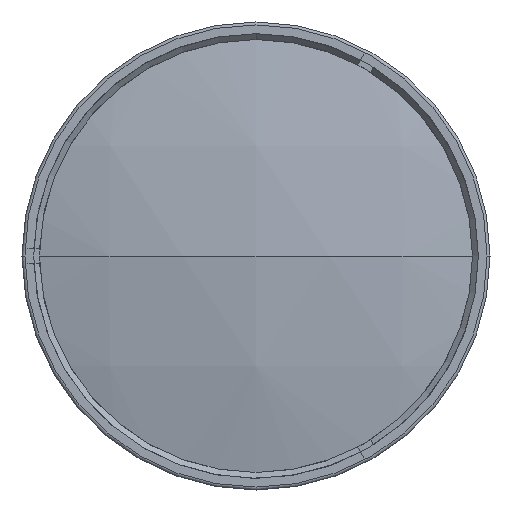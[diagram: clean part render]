
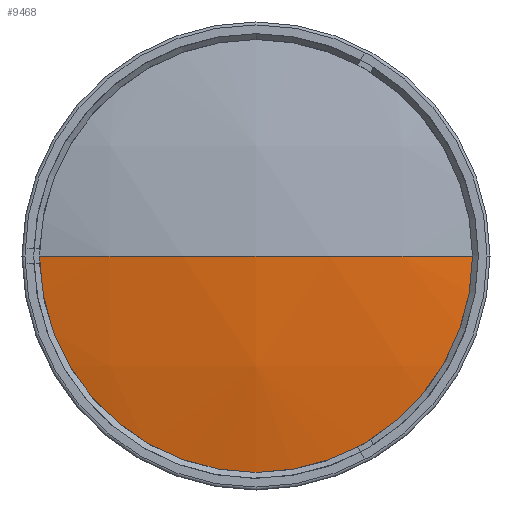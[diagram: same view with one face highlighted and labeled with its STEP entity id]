
A CAD part, left-side view. The second image highlights one B-rep face of the part: STEP entity #9468.
In plain terms, the highlighted spherical face has radius 161 mm.
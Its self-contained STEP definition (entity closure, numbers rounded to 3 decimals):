
#15 = DIRECTION ( 'NONE',  ( 0., 0., 1. ) ) ;
#137 = VERTEX_POINT ( 'NONE', #5706 ) ;
#437 = AXIS2_PLACEMENT_3D ( 'NONE', #9732, #7559, #3065 ) ;
#542 = AXIS2_PLACEMENT_3D ( 'NONE', #9030, #4608, #15 ) ;
#548 = CIRCLE ( 'NONE', #2785, 161. ) ;
#1190 = VERTEX_POINT ( 'NONE', #8741 ) ;
#1674 = VERTEX_POINT ( 'NONE', #1819 ) ;
#1819 = CARTESIAN_POINT ( 'NONE',  ( -160.802, -37.5, 0. ) ) ;
#2117 = CARTESIAN_POINT ( 'NONE',  ( -4.23, 0., 0. ) ) ;
#2361 = EDGE_CURVE ( 'NONE', #137, #1674, #7436, .T. ) ;
#2785 = AXIS2_PLACEMENT_3D ( 'NONE', #4420, #9588, #5188 ) ;
#2901 = DIRECTION ( 'NONE',  ( 0., 1., 0. ) ) ;
#3065 = DIRECTION ( 'NONE',  ( 0., 1., 0. ) ) ;
#3340 = EDGE_CURVE ( 'NONE', #1674, #1190, #8026, .T. ) ;
#3856 = ORIENTED_EDGE ( 'NONE', *, *, #2361, .T. ) ;
#4128 = AXIS2_PLACEMENT_3D ( 'NONE', #2117, #7394, #2901 ) ;
#4299 = ORIENTED_EDGE ( 'NONE', *, *, #3340, .T. ) ;
#4420 = CARTESIAN_POINT ( 'NONE',  ( -4.23, 0., 0. ) ) ;
#4608 = DIRECTION ( 'NONE',  ( -1., 0., 0. ) ) ;
#5188 = DIRECTION ( 'NONE',  ( 0., -1., 0. ) ) ;
#5513 = SPHERICAL_SURFACE ( 'NONE', #437, 161. ) ;
#5575 = EDGE_LOOP ( 'NONE', ( #3856, #4299, #5897 ) ) ;
#5706 = CARTESIAN_POINT ( 'NONE',  ( -160.802, 37.5, 0. ) ) ;
#5897 = ORIENTED_EDGE ( 'NONE', *, *, #7254, .F. ) ;
#6210 = FACE_OUTER_BOUND ( 'NONE', #5575, .T. ) ;
#7254 = EDGE_CURVE ( 'NONE', #137, #1190, #548, .T. ) ;
#7394 = DIRECTION ( 'NONE',  ( 0., 0., -1. ) ) ;
#7436 = CIRCLE ( 'NONE', #542, 37.5 ) ;
#7559 = DIRECTION ( 'NONE',  ( 0., 0., -1. ) ) ;
#8026 = CIRCLE ( 'NONE', #4128, 161. ) ;
#8741 = CARTESIAN_POINT ( 'NONE',  ( -165.23, 0., 0. ) ) ;
#9030 = CARTESIAN_POINT ( 'NONE',  ( -160.802, 0., 0. ) ) ;
#9468 = ADVANCED_FACE ( 'NONE', ( #6210 ), #5513, .T. ) ;
#9588 = DIRECTION ( 'NONE',  ( 0., 0., 1. ) ) ;
#9732 = CARTESIAN_POINT ( 'NONE',  ( -4.23, 0., 0. ) ) ;
